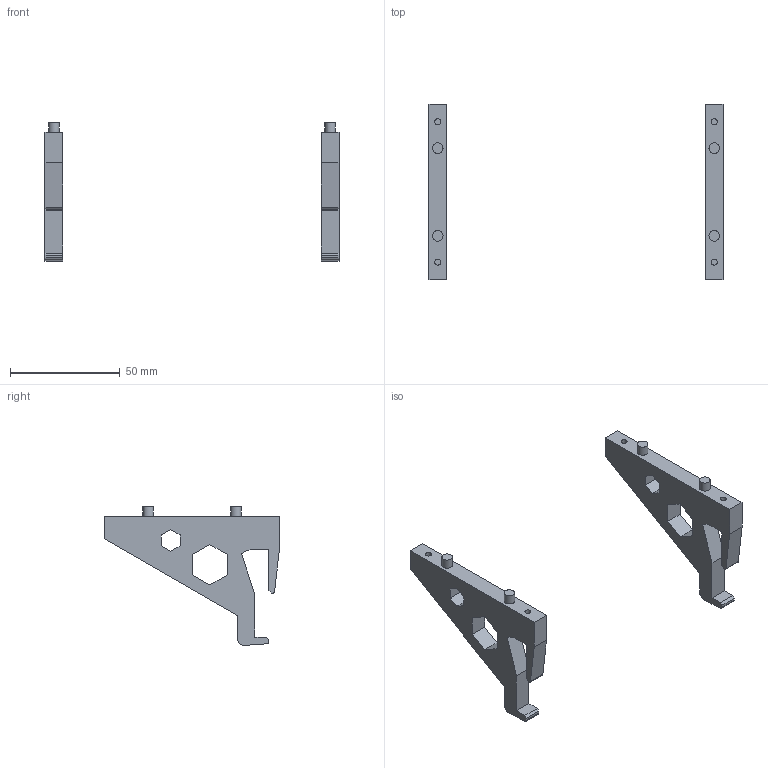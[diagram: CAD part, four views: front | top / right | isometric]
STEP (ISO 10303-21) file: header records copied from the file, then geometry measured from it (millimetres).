
FILE_DESCRIPTION(/* description */ (''),/* implementation_level */ '2;1');
FILE_NAME(/* name */ 'STL''s/spol holder by Program FreakHD/Prusa_I3_Adjustable_Spool_Holder/Spool Holder STEP Files/Spool_Holder_Base_Bracket.step',/* time_stamp */ '2021-01-25T14:41:10+01:00',/* author */ (''),/* organization */ (''),/* preprocessor_version */ 'ST-DEVELOPER v18.1',/* originating_system */ 'Autodesk Translation Framework v9.7.1.1290',/* authorisation */ '');
FILE_SCHEMA (('AUTOMOTIVE_DESIGN { 1 0 10303 214 3 1 1 }'));
Length unit declared in the file: millimetre
Products named in the file (1): Spool_Holder_Base_Bracket
Bounding box: 134 x 80 x 63.28 mm (x, y, z)
Volume: 33063.2 mm3; surface area: 14976.3 mm2
Topology: 2 solids, 2 shells, 94 faces, 246 edges, 164 vertices
Faces by surface type: plane 80, cylinder 14
Full cylindrical faces by diameter (mm): 2.7 x4, 4.8 x4
Entity records: 2906 total; most frequent: CARTESIAN_POINT 505, ORIENTED_EDGE 492, DIRECTION 464, EDGE_CURVE 246, LINE 218, VECTOR 218, VERTEX_POINT 164, AXIS2_PLACEMENT_3D 123
